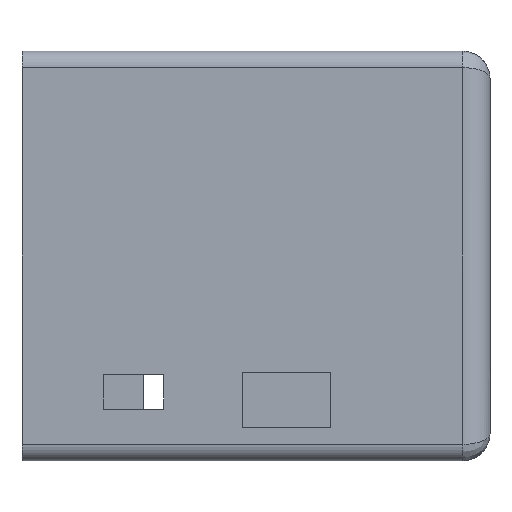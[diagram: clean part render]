
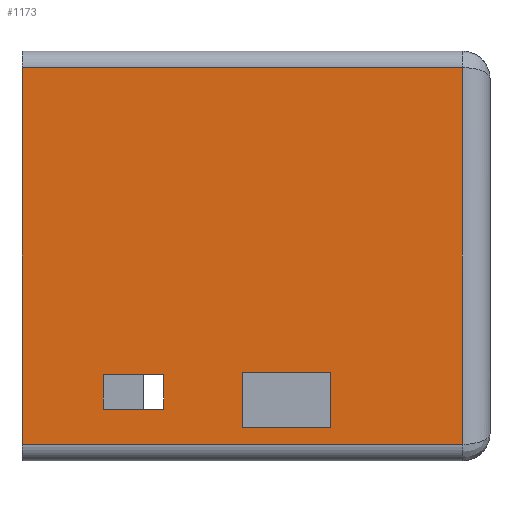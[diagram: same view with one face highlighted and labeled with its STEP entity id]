
A CAD part, front view. The second image highlights one B-rep face of the part: STEP entity #1173.
In plain terms, the highlighted planar face has unit normal (0, -1, 0).
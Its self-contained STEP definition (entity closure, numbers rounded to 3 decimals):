
#36=FACE_BOUND('',#191,.T.);
#37=FACE_BOUND('',#192,.T.);
#58=PLANE('',#1269);
#120=FACE_OUTER_BOUND('',#190,.T.);
#190=EDGE_LOOP('',(#880,#881,#882,#883));
#191=EDGE_LOOP('',(#884,#885,#886,#887));
#192=EDGE_LOOP('',(#888,#889,#890,#891));
#289=LINE('',#1861,#425);
#296=LINE('',#1876,#432);
#297=LINE('',#1880,#433);
#298=LINE('',#1881,#434);
#299=LINE('',#1884,#435);
#300=LINE('',#1886,#436);
#301=LINE('',#1888,#437);
#302=LINE('',#1889,#438);
#303=LINE('',#1892,#439);
#304=LINE('',#1894,#440);
#305=LINE('',#1896,#441);
#306=LINE('',#1897,#442);
#425=VECTOR('',#1399,10.);
#432=VECTOR('',#1416,10.);
#433=VECTOR('',#1421,10.);
#434=VECTOR('',#1422,10.);
#435=VECTOR('',#1423,10.);
#436=VECTOR('',#1424,10.);
#437=VECTOR('',#1425,10.);
#438=VECTOR('',#1426,10.);
#439=VECTOR('',#1427,10.);
#440=VECTOR('',#1428,10.);
#441=VECTOR('',#1429,10.);
#442=VECTOR('',#1430,10.);
#559=VERTEX_POINT('',#1735);
#566=VERTEX_POINT('',#1856);
#569=VERTEX_POINT('',#1875);
#570=VERTEX_POINT('',#1879);
#571=VERTEX_POINT('',#1882);
#572=VERTEX_POINT('',#1883);
#573=VERTEX_POINT('',#1885);
#574=VERTEX_POINT('',#1887);
#575=VERTEX_POINT('',#1890);
#576=VERTEX_POINT('',#1891);
#577=VERTEX_POINT('',#1893);
#578=VERTEX_POINT('',#1895);
#681=EDGE_CURVE('',#566,#559,#289,.T.);
#688=EDGE_CURVE('',#559,#569,#296,.T.);
#690=EDGE_CURVE('',#570,#566,#297,.T.);
#691=EDGE_CURVE('',#570,#569,#298,.T.);
#692=EDGE_CURVE('',#571,#572,#299,.T.);
#693=EDGE_CURVE('',#572,#573,#300,.T.);
#694=EDGE_CURVE('',#573,#574,#301,.T.);
#695=EDGE_CURVE('',#574,#571,#302,.T.);
#696=EDGE_CURVE('',#575,#576,#303,.T.);
#697=EDGE_CURVE('',#576,#577,#304,.T.);
#698=EDGE_CURVE('',#577,#578,#305,.T.);
#699=EDGE_CURVE('',#578,#575,#306,.T.);
#880=ORIENTED_EDGE('',*,*,#681,.F.);
#881=ORIENTED_EDGE('',*,*,#690,.F.);
#882=ORIENTED_EDGE('',*,*,#691,.T.);
#883=ORIENTED_EDGE('',*,*,#688,.F.);
#884=ORIENTED_EDGE('',*,*,#692,.T.);
#885=ORIENTED_EDGE('',*,*,#693,.T.);
#886=ORIENTED_EDGE('',*,*,#694,.T.);
#887=ORIENTED_EDGE('',*,*,#695,.T.);
#888=ORIENTED_EDGE('',*,*,#696,.T.);
#889=ORIENTED_EDGE('',*,*,#697,.T.);
#890=ORIENTED_EDGE('',*,*,#698,.T.);
#891=ORIENTED_EDGE('',*,*,#699,.T.);
#1173=ADVANCED_FACE('',(#120,#36,#37),#58,.T.);
#1269=AXIS2_PLACEMENT_3D('',#1878,#1419,#1420);
#1399=DIRECTION('',(0.,0.,-1.));
#1416=DIRECTION('',(-1.,0.,0.));
#1419=DIRECTION('center_axis',(0.,-1.,0.));
#1420=DIRECTION('ref_axis',(0.,0.,1.));
#1421=DIRECTION('',(1.,0.,0.));
#1422=DIRECTION('',(0.,0.,-1.));
#1423=DIRECTION('',(-1.,0.,0.));
#1424=DIRECTION('',(0.,0.,1.));
#1425=DIRECTION('',(1.,0.,0.));
#1426=DIRECTION('',(0.,0.,-1.));
#1427=DIRECTION('',(-1.,0.,0.));
#1428=DIRECTION('',(0.,0.,1.));
#1429=DIRECTION('',(1.,0.,0.));
#1430=DIRECTION('',(0.,0.,-1.));
#1735=CARTESIAN_POINT('',(-5.,0.,3.));
#1856=CARTESIAN_POINT('',(-5.,0.,71.422));
#1861=CARTESIAN_POINT('',(-5.,0.,18.605));
#1875=CARTESIAN_POINT('',(-85.,0.,3.));
#1876=CARTESIAN_POINT('',(0.,0.,3.));
#1878=CARTESIAN_POINT('Origin',(0.,0.,0.));
#1879=CARTESIAN_POINT('',(-85.,0.,71.422));
#1880=CARTESIAN_POINT('',(0.,0.,71.422));
#1881=CARTESIAN_POINT('',(-85.,0.,18.605));
#1882=CARTESIAN_POINT('',(-29.,0.,6.));
#1883=CARTESIAN_POINT('',(-45.,0.,6.));
#1884=CARTESIAN_POINT('',(-14.5,0.,6.));
#1885=CARTESIAN_POINT('',(-45.,0.,16.));
#1886=CARTESIAN_POINT('',(-45.,0.,3.));
#1887=CARTESIAN_POINT('',(-29.,0.,16.));
#1888=CARTESIAN_POINT('',(-22.5,0.,16.));
#1889=CARTESIAN_POINT('',(-29.,0.,8.));
#1890=CARTESIAN_POINT('',(-59.234,0.,9.397));
#1891=CARTESIAN_POINT('',(-70.258,0.,9.397));
#1892=CARTESIAN_POINT('',(-29.617,0.,9.397));
#1893=CARTESIAN_POINT('',(-70.258,0.,15.654));
#1894=CARTESIAN_POINT('',(-70.258,0.,4.698));
#1895=CARTESIAN_POINT('',(-59.234,0.,15.654));
#1896=CARTESIAN_POINT('',(-35.129,0.,15.654));
#1897=CARTESIAN_POINT('',(-59.234,0.,7.827));
